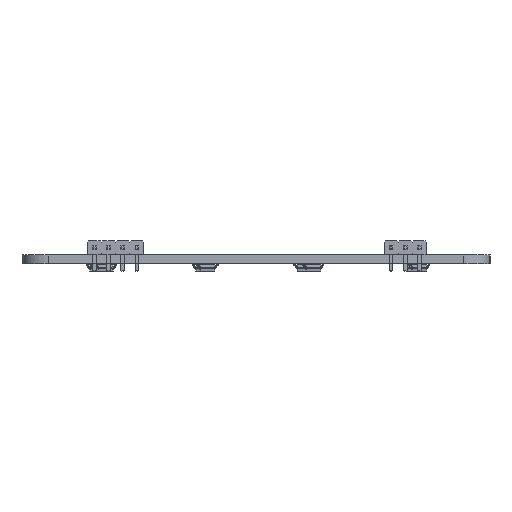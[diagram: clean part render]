
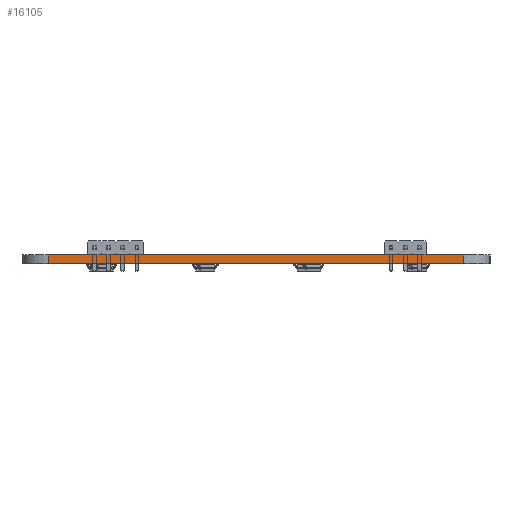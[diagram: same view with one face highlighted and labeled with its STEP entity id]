
A CAD part, left-side view. The second image highlights one B-rep face of the part: STEP entity #16105.
In plain terms, the highlighted planar face has unit normal (-1, 0, 0).
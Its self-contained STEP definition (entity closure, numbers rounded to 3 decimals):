
#8230 = VERTEX_POINT('',#8231);
#8231 = CARTESIAN_POINT('',(43.656,-104.775,0.));
#8238 = EDGE_CURVE('',#8239,#8230,#8241,.T.);
#8239 = VERTEX_POINT('',#8240);
#8240 = CARTESIAN_POINT('',(43.656,-179.388,0.));
#8241 = LINE('',#8242,#8243);
#8242 = CARTESIAN_POINT('',(43.656,-179.388,0.));
#8243 = VECTOR('',#8244,1.);
#8244 = DIRECTION('',(0.,1.,0.));
#12154 = VERTEX_POINT('',#12155);
#12155 = CARTESIAN_POINT('',(43.656,-104.775,1.6));
#12162 = EDGE_CURVE('',#12163,#12154,#12165,.T.);
#12163 = VERTEX_POINT('',#12164);
#12164 = CARTESIAN_POINT('',(43.656,-179.388,1.6));
#12165 = LINE('',#12166,#12167);
#12166 = CARTESIAN_POINT('',(43.656,-179.388,1.6));
#12167 = VECTOR('',#12168,1.);
#12168 = DIRECTION('',(0.,1.,0.));
#16075 = EDGE_CURVE('',#8230,#12154,#16076,.T.);
#16076 = LINE('',#16077,#16078);
#16077 = CARTESIAN_POINT('',(43.656,-104.775,0.));
#16078 = VECTOR('',#16079,1.);
#16079 = DIRECTION('',(0.,0.,1.));
#16105 = ADVANCED_FACE('',(#16106),#16117,.T.);
#16106 = FACE_BOUND('',#16107,.T.);
#16107 = EDGE_LOOP('',(#16108,#16114,#16115,#16116));
#16108 = ORIENTED_EDGE('',*,*,#16109,.T.);
#16109 = EDGE_CURVE('',#8239,#12163,#16110,.T.);
#16110 = LINE('',#16111,#16112);
#16111 = CARTESIAN_POINT('',(43.656,-179.388,0.));
#16112 = VECTOR('',#16113,1.);
#16113 = DIRECTION('',(0.,0.,1.));
#16114 = ORIENTED_EDGE('',*,*,#12162,.T.);
#16115 = ORIENTED_EDGE('',*,*,#16075,.F.);
#16116 = ORIENTED_EDGE('',*,*,#8238,.F.);
#16117 = PLANE('',#16118);
#16118 = AXIS2_PLACEMENT_3D('',#16119,#16120,#16121);
#16119 = CARTESIAN_POINT('',(43.656,-179.388,0.));
#16120 = DIRECTION('',(-1.,0.,0.));
#16121 = DIRECTION('',(0.,1.,0.));
